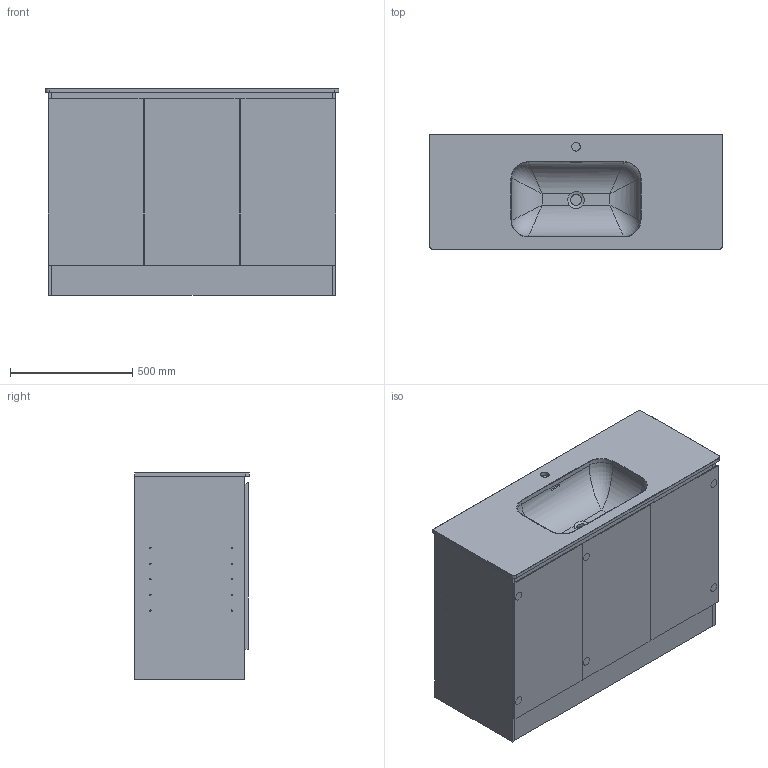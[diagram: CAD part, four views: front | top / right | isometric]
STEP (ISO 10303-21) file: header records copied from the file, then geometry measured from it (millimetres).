
FILE_DESCRIPTION(/* description */ (''),/* implementation_level */ '2;1');
FILE_NAME(/* name */ 'STEP - RCE-10825031_B1247_12380',/* time_stamp */ '2024-09-13T15:03:57+10:00',/* author */ (''),/* organization */ (''),/* preprocessor_version */ 'ST-DEVELOPER v16.5',/* originating_system */ 'Rhino 7.37',/* authorisation */ '');
FILE_SCHEMA (('CONFIG_CONTROL_DESIGN'));
Length unit declared in the file: millimetre
Products named in the file (1): Document
Bounding box: 1200 x 470 x 845 mm (x, y, z)
Volume: 67456725.1 mm3; surface area: 9695804.9 mm2
Topology: 23 solids, 23 shells, 490 faces, 1201 edges, 803 vertices
Faces by surface type: plane 321, cylinder 132, bspline 37
Full cylindrical faces by diameter (mm): 4 x8, 5 x48, 35 x7, 45 x2, 100 x1
Entity records: 21036 total; most frequent: CARTESIAN_POINT 12722, ORIENTED_EDGE 2386, EDGE_CURVE 1193, VERTEX_POINT 803, B_SPLINE_CURVE_WITH_KNOTS 791, EDGE_LOOP 572, ADVANCED_FACE 490, FACE_OUTER_BOUND 490
